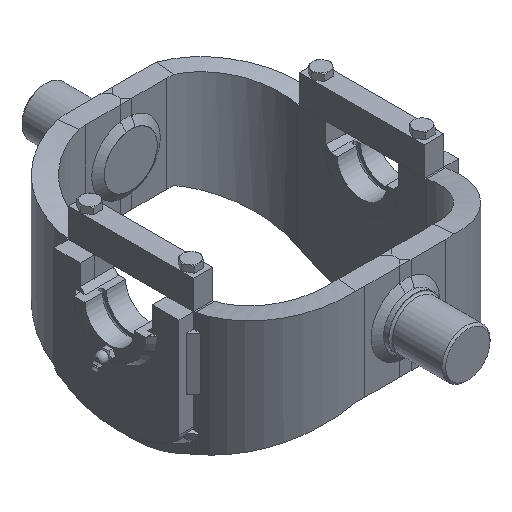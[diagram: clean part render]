
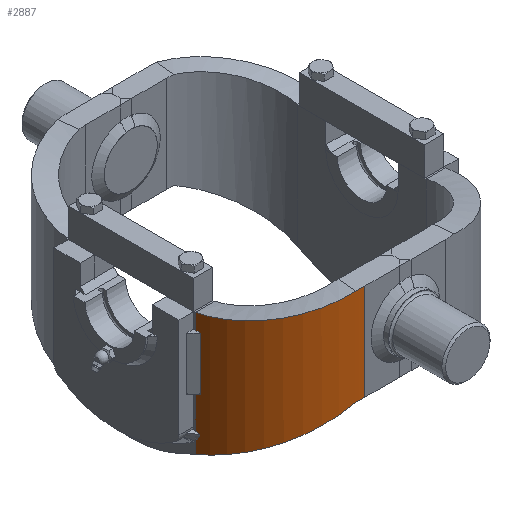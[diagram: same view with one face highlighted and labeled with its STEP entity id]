
A CAD part, isometric view. The second image highlights one B-rep face of the part: STEP entity #2887.
In plain terms, the highlighted cylindrical face has radius 88 mm (diameter 176 mm), a partial arc.
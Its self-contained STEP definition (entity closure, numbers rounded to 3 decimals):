
#2887 = ADVANCED_FACE( '', ( #4946 ), #4947, .T. );
#4946 = FACE_OUTER_BOUND( '', #7386, .T. );
#4947 = CYLINDRICAL_SURFACE( '', #7387, 88. );
#7386 = EDGE_LOOP( '', ( #11032, #11033, #11034, #11035, #11036, #11037 ) );
#7387 = AXIS2_PLACEMENT_3D( '', #11038, #11039, #11040 );
#11032 = ORIENTED_EDGE( '', *, *, #15356, .T. );
#11033 = ORIENTED_EDGE( '', *, *, #15357, .T. );
#11034 = ORIENTED_EDGE( '', *, *, #14885, .T. );
#11035 = ORIENTED_EDGE( '', *, *, #15358, .T. );
#11036 = ORIENTED_EDGE( '', *, *, #14909, .T. );
#11037 = ORIENTED_EDGE( '', *, *, #14867, .F. );
#11038 = CARTESIAN_POINT( '', ( -88., 67., -101.13 ) );
#11039 = DIRECTION( '', ( 0., 0., -1. ) );
#11040 = DIRECTION( '', ( -1., 0., 0. ) );
#14867 = EDGE_CURVE( '', #17343, #17345, #17346, .T. );
#14885 = EDGE_CURVE( '', #17367, #17373, #17375, .T. );
#14909 = EDGE_CURVE( '', #17410, #17345, #17415, .T. );
#15356 = EDGE_CURVE( '', #17343, #18090, #18091, .T. );
#15357 = EDGE_CURVE( '', #18090, #17367, #18092, .T. );
#15358 = EDGE_CURVE( '', #17373, #17410, #18093, .T. );
#17343 = VERTEX_POINT( '', #20825 );
#17345 = VERTEX_POINT( '', #20828 );
#17346 = LINE( '', #20829, #20830 );
#17367 = VERTEX_POINT( '', #20860 );
#17373 = VERTEX_POINT( '', #20868 );
#17375 = LINE( '', #20871, #20872 );
#17410 = VERTEX_POINT( '', #20912 );
#17415 = B_SPLINE_CURVE_WITH_KNOTS( '', 3, ( #20936, #20937, #20938, #20939, #20940, #20941, #20942, #20943, #20944, #20945, #20946, #20947, #20948, #20949, #20950, #20951, #20952, #20953 ), .UNSPECIFIED., .F., .F., ( 4, 2, 2, 2, 2, 2, 2, 2, 4 ), ( 0., 0.125, 0.25, 0.375, 0.5, 0.625, 0.75, 0.875, 1. ), .UNSPECIFIED. );
#18090 = VERTEX_POINT( '', #22123 );
#18091 = B_SPLINE_CURVE_WITH_KNOTS( '', 3, ( #22124, #22125, #22126, #22127, #22128, #22129, #22130, #22131, #22132, #22133, #22134, #22135, #22136, #22137, #22138, #22139, #22140, #22141 ), .UNSPECIFIED., .F., .F., ( 4, 2, 2, 2, 2, 2, 2, 2, 4 ), ( 0., 0.125, 0.25, 0.375, 0.5, 0.625, 0.75, 0.875, 1. ), .UNSPECIFIED. );
#18092 = CIRCLE( '', #22142, 88. );
#18093 = CIRCLE( '', #22143, 88. );
#20825 = CARTESIAN_POINT( '', ( 0., 67., -101.13 ) );
#20828 = CARTESIAN_POINT( '', ( 0., 67., 26.432 ) );
#20829 = CARTESIAN_POINT( '', ( 0., 67., -101.13 ) );
#20830 = VECTOR( '', #24673, 1000. );
#20860 = CARTESIAN_POINT( '', ( -88., 155., -50. ) );
#20868 = CARTESIAN_POINT( '', ( -88., 155., 50. ) );
#20871 = CARTESIAN_POINT( '', ( -88., 155., -101.13 ) );
#20872 = VECTOR( '', #24695, 1000. );
#20912 = CARTESIAN_POINT( '', ( -78.579, 154.494, 50. ) );
#20936 = CARTESIAN_POINT( '', ( -78.579, 154.494, 50. ) );
#20937 = CARTESIAN_POINT( '', ( -73.244, 153.92, 49.018 ) );
#20938 = CARTESIAN_POINT( '', ( -67.961, 152.856, 48.036 ) );
#20939 = CARTESIAN_POINT( '', ( -57.677, 149.785, 46.072 ) );
#20940 = CARTESIAN_POINT( '', ( -52.676, 147.778, 45.09 ) );
#20941 = CARTESIAN_POINT( '', ( -43.123, 142.887, 43.126 ) );
#20942 = CARTESIAN_POINT( '', ( -38.571, 140.004, 42.144 ) );
#20943 = CARTESIAN_POINT( '', ( -30.066, 133.456, 40.18 ) );
#20944 = CARTESIAN_POINT( '', ( -26.114, 129.793, 39.198 ) );
#20945 = CARTESIAN_POINT( '', ( -18.943, 121.808, 37.234 ) );
#20946 = CARTESIAN_POINT( '', ( -15.723, 117.487, 36.252 ) );
#20947 = CARTESIAN_POINT( '', ( -10.124, 108.33, 34.288 ) );
#20948 = CARTESIAN_POINT( '', ( -7.745, 103.495, 33.306 ) );
#20949 = CARTESIAN_POINT( '', ( -3.905, 93.473, 31.342 ) );
#20950 = CARTESIAN_POINT( '', ( -2.445, 88.286, 30.36 ) );
#20951 = CARTESIAN_POINT( '', ( -0.492, 77.733, 28.396 ) );
#20952 = CARTESIAN_POINT( '', ( 0., 72.366, 27.414 ) );
#20953 = CARTESIAN_POINT( '', ( 0., 67., 26.432 ) );
#22123 = CARTESIAN_POINT( '', ( -78.579, 154.494, -50. ) );
#22124 = CARTESIAN_POINT( '', ( 0., 67., -101.13 ) );
#22125 = CARTESIAN_POINT( '', ( 0., 72.366, -99. ) );
#22126 = CARTESIAN_POINT( '', ( -0.492, 77.733, -96.869 ) );
#22127 = CARTESIAN_POINT( '', ( -2.445, 88.286, -92.609 ) );
#22128 = CARTESIAN_POINT( '', ( -3.905, 93.473, -90.478 ) );
#22129 = CARTESIAN_POINT( '', ( -7.745, 103.495, -86.217 ) );
#22130 = CARTESIAN_POINT( '', ( -10.124, 108.33, -84.087 ) );
#22131 = CARTESIAN_POINT( '', ( -15.723, 117.487, -79.826 ) );
#22132 = CARTESIAN_POINT( '', ( -18.943, 121.808, -77.696 ) );
#22133 = CARTESIAN_POINT( '', ( -26.114, 129.793, -73.435 ) );
#22134 = CARTESIAN_POINT( '', ( -30.066, 133.456, -71.304 ) );
#22135 = CARTESIAN_POINT( '', ( -38.571, 140.004, -67.043 ) );
#22136 = CARTESIAN_POINT( '', ( -43.123, 142.887, -64.913 ) );
#22137 = CARTESIAN_POINT( '', ( -52.676, 147.778, -60.652 ) );
#22138 = CARTESIAN_POINT( '', ( -57.677, 149.785, -58.522 ) );
#22139 = CARTESIAN_POINT( '', ( -67.961, 152.856, -54.261 ) );
#22140 = CARTESIAN_POINT( '', ( -73.244, 153.92, -52.13 ) );
#22141 = CARTESIAN_POINT( '', ( -78.579, 154.494, -50. ) );
#22142 = AXIS2_PLACEMENT_3D( '', #25151, #25152, #25153 );
#22143 = AXIS2_PLACEMENT_3D( '', #25154, #25155, #25156 );
#24673 = DIRECTION( '', ( 0., 0., 1. ) );
#24695 = DIRECTION( '', ( 0., 0., 1. ) );
#25151 = CARTESIAN_POINT( '', ( -88., 67., -50. ) );
#25152 = DIRECTION( '', ( 0., 0., 1. ) );
#25153 = DIRECTION( '', ( -1., 0., 0. ) );
#25154 = CARTESIAN_POINT( '', ( -88., 67., 50. ) );
#25155 = DIRECTION( '', ( 0., 0., -1. ) );
#25156 = DIRECTION( '', ( -1., 0., 0. ) );
